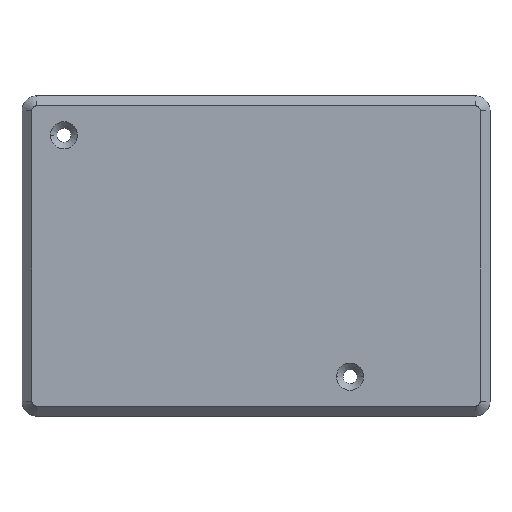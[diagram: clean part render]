
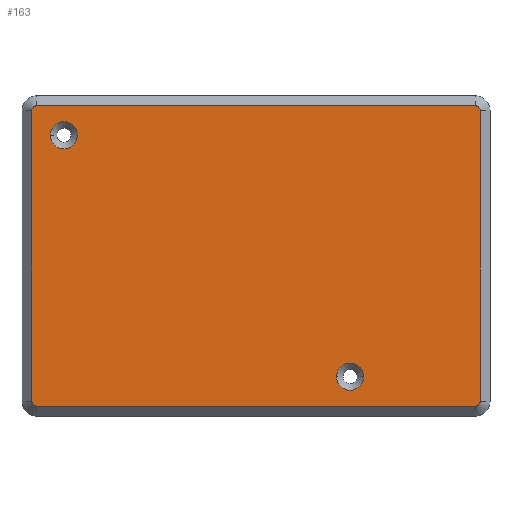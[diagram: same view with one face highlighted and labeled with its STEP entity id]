
A CAD part, top view. The second image highlights one B-rep face of the part: STEP entity #163.
In plain terms, the highlighted planar face has unit normal (0, 0, 1).
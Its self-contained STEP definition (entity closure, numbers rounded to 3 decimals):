
#12 = EDGE_CURVE ( 'NONE', #1303, #1106, #1164, .T. ) ;
#22 = DIRECTION ( 'NONE',  ( 1., 0., 0. ) ) ;
#27 = VERTEX_POINT ( 'NONE', #1701 ) ;
#34 = CARTESIAN_POINT ( 'NONE',  ( -42.988, -21.72, 5. ) ) ;
#36 = CIRCLE ( 'NONE', #1672, 2.75 ) ;
#75 = LINE ( 'NONE', #624, #842 ) ;
#88 = CIRCLE ( 'NONE', #655, 1. ) ;
#110 = EDGE_CURVE ( 'NONE', #289, #27, #740, .T. ) ;
#148 = CARTESIAN_POINT ( 'NONE',  ( -41.988, 37.28, 5. ) ) ;
#163 = ADVANCED_FACE ( 'NONE', ( #304, #394, #1107 ), #402, .T. ) ;
#166 = VERTEX_POINT ( 'NONE', #849 ) ;
#179 = ORIENTED_EDGE ( 'NONE', *, *, #1510, .F. ) ;
#187 = DIRECTION ( 'NONE',  ( 0., 1., 0. ) ) ;
#198 = ORIENTED_EDGE ( 'NONE', *, *, #1602, .T. ) ;
#221 = CIRCLE ( 'NONE', #685, 2.75 ) ;
#231 = CIRCLE ( 'NONE', #1398, 1. ) ;
#233 = VECTOR ( 'NONE', #825, 1000. ) ;
#234 = ORIENTED_EDGE ( 'NONE', *, *, #12, .T. ) ;
#247 = DIRECTION ( 'NONE',  ( 1., 0., 0. ) ) ;
#289 = VERTEX_POINT ( 'NONE', #1464 ) ;
#300 = DIRECTION ( 'NONE',  ( 1., 0., 0. ) ) ;
#304 = FACE_BOUND ( 'NONE', #620, .T. ) ;
#349 = ORIENTED_EDGE ( 'NONE', *, *, #799, .F. ) ;
#375 = AXIS2_PLACEMENT_3D ( 'NONE', #148, #698, #954 ) ;
#394 = FACE_BOUND ( 'NONE', #1725, .T. ) ;
#402 = PLANE ( 'NONE',  #893 ) ;
#405 = DIRECTION ( 'NONE',  ( 1., 0., 0. ) ) ;
#417 = DIRECTION ( 'NONE',  ( 0., 0., 1. ) ) ;
#436 = DIRECTION ( 'NONE',  ( 0., 0., 1. ) ) ;
#458 = VERTEX_POINT ( 'NONE', #1071 ) ;
#536 = LINE ( 'NONE', #1659, #233 ) ;
#538 = ORIENTED_EDGE ( 'NONE', *, *, #618, .T. ) ;
#558 = DIRECTION ( 'NONE',  ( 0., 0., 1. ) ) ;
#571 = CARTESIAN_POINT ( 'NONE',  ( -41.988, -21.72, 5. ) ) ;
#618 = EDGE_CURVE ( 'NONE', #1670, #289, #231, .T. ) ;
#620 = EDGE_LOOP ( 'NONE', ( #1619, #179 ) ) ;
#624 = CARTESIAN_POINT ( 'NONE',  ( 47.012, -22.72, 5. ) ) ;
#640 = ORIENTED_EDGE ( 'NONE', *, *, #1147, .F. ) ;
#649 = ORIENTED_EDGE ( 'NONE', *, *, #664, .T. ) ;
#650 = CARTESIAN_POINT ( 'NONE',  ( 47.012, 37.28, 5. ) ) ;
#655 = AXIS2_PLACEMENT_3D ( 'NONE', #650, #417, #405 ) ;
#664 = EDGE_CURVE ( 'NONE', #458, #1670, #75, .T. ) ;
#668 = CIRCLE ( 'NONE', #809, 2.75 ) ;
#685 = AXIS2_PLACEMENT_3D ( 'NONE', #900, #436, #300 ) ;
#688 = EDGE_LOOP ( 'NONE', ( #896, #649, #538, #1020, #198, #1599, #234, #1399 ) ) ;
#698 = DIRECTION ( 'NONE',  ( 0., 0., 1. ) ) ;
#733 = CARTESIAN_POINT ( 'NONE',  ( -39.238, 32.28, 5. ) ) ;
#740 = LINE ( 'NONE', #1009, #1214 ) ;
#778 = VERTEX_POINT ( 'NONE', #1393 ) ;
#799 = EDGE_CURVE ( 'NONE', #1610, #166, #36, .T. ) ;
#801 = DIRECTION ( 'NONE',  ( 0., 0., 1. ) ) ;
#802 = CIRCLE ( 'NONE', #1357, 2.75 ) ;
#809 = AXIS2_PLACEMENT_3D ( 'NONE', #1181, #1049, #1351 ) ;
#825 = DIRECTION ( 'NONE',  ( 0., -1., 0. ) ) ;
#842 = VECTOR ( 'NONE', #1763, 1000. ) ;
#849 = CARTESIAN_POINT ( 'NONE',  ( 18.852, -16.72, 5. ) ) ;
#857 = CARTESIAN_POINT ( 'NONE',  ( -41.988, 38.28, 5. ) ) ;
#880 = EDGE_CURVE ( 'NONE', #1106, #1103, #536, .T. ) ;
#893 = AXIS2_PLACEMENT_3D ( 'NONE', #1509, #1671, #1532 ) ;
#896 = ORIENTED_EDGE ( 'NONE', *, *, #937, .T. ) ;
#900 = CARTESIAN_POINT ( 'NONE',  ( -36.488, 32.28, 5. ) ) ;
#937 = EDGE_CURVE ( 'NONE', #1103, #458, #1489, .T. ) ;
#947 = EDGE_CURVE ( 'NONE', #778, #1303, #1267, .T. ) ;
#954 = DIRECTION ( 'NONE',  ( 1., 0., 0. ) ) ;
#958 = VERTEX_POINT ( 'NONE', #733 ) ;
#961 = CARTESIAN_POINT ( 'NONE',  ( 24.352, -16.72, 5. ) ) ;
#978 = DIRECTION ( 'NONE',  ( 0., 0., 1. ) ) ;
#991 = DIRECTION ( 'NONE',  ( -1., 0., 0. ) ) ;
#1009 = CARTESIAN_POINT ( 'NONE',  ( 48.012, 37.28, 5. ) ) ;
#1020 = ORIENTED_EDGE ( 'NONE', *, *, #110, .T. ) ;
#1023 = VERTEX_POINT ( 'NONE', #1129 ) ;
#1041 = EDGE_CURVE ( 'NONE', #1023, #958, #221, .T. ) ;
#1049 = DIRECTION ( 'NONE',  ( 0., 0., 1. ) ) ;
#1071 = CARTESIAN_POINT ( 'NONE',  ( -41.988, -22.72, 5. ) ) ;
#1095 = DIRECTION ( 'NONE',  ( 0., 0., 1. ) ) ;
#1103 = VERTEX_POINT ( 'NONE', #34 ) ;
#1106 = VERTEX_POINT ( 'NONE', #1741 ) ;
#1107 = FACE_OUTER_BOUND ( 'NONE', #688, .T. ) ;
#1129 = CARTESIAN_POINT ( 'NONE',  ( -33.738, 32.28, 5. ) ) ;
#1147 = EDGE_CURVE ( 'NONE', #166, #1610, #802, .T. ) ;
#1164 = CIRCLE ( 'NONE', #375, 1. ) ;
#1181 = CARTESIAN_POINT ( 'NONE',  ( -36.488, 32.28, 5. ) ) ;
#1214 = VECTOR ( 'NONE', #187, 1000. ) ;
#1244 = CARTESIAN_POINT ( 'NONE',  ( -41.988, 38.28, 5. ) ) ;
#1267 = LINE ( 'NONE', #857, #1579 ) ;
#1303 = VERTEX_POINT ( 'NONE', #1244 ) ;
#1347 = AXIS2_PLACEMENT_3D ( 'NONE', #571, #978, #22 ) ;
#1351 = DIRECTION ( 'NONE',  ( 1., 0., 0. ) ) ;
#1356 = CARTESIAN_POINT ( 'NONE',  ( 21.602, -16.72, 5. ) ) ;
#1357 = AXIS2_PLACEMENT_3D ( 'NONE', #1363, #1095, #247 ) ;
#1358 = DIRECTION ( 'NONE',  ( 1., 0., 0. ) ) ;
#1363 = CARTESIAN_POINT ( 'NONE',  ( 21.602, -16.72, 5. ) ) ;
#1393 = CARTESIAN_POINT ( 'NONE',  ( 47.012, 38.28, 5. ) ) ;
#1398 = AXIS2_PLACEMENT_3D ( 'NONE', #1640, #801, #1358 ) ;
#1399 = ORIENTED_EDGE ( 'NONE', *, *, #880, .T. ) ;
#1421 = CARTESIAN_POINT ( 'NONE',  ( 47.012, -22.72, 5. ) ) ;
#1464 = CARTESIAN_POINT ( 'NONE',  ( 48.012, -21.72, 5. ) ) ;
#1489 = CIRCLE ( 'NONE', #1347, 1. ) ;
#1509 = CARTESIAN_POINT ( 'NONE',  ( 47.012, -21.72, 5. ) ) ;
#1510 = EDGE_CURVE ( 'NONE', #958, #1023, #668, .T. ) ;
#1532 = DIRECTION ( 'NONE',  ( 1., 0., 0. ) ) ;
#1579 = VECTOR ( 'NONE', #991, 1000. ) ;
#1599 = ORIENTED_EDGE ( 'NONE', *, *, #947, .T. ) ;
#1602 = EDGE_CURVE ( 'NONE', #27, #778, #88, .T. ) ;
#1610 = VERTEX_POINT ( 'NONE', #961 ) ;
#1619 = ORIENTED_EDGE ( 'NONE', *, *, #1041, .F. ) ;
#1640 = CARTESIAN_POINT ( 'NONE',  ( 47.012, -21.72, 5. ) ) ;
#1648 = DIRECTION ( 'NONE',  ( 1., 0., 0. ) ) ;
#1659 = CARTESIAN_POINT ( 'NONE',  ( -42.988, -21.72, 5. ) ) ;
#1670 = VERTEX_POINT ( 'NONE', #1421 ) ;
#1671 = DIRECTION ( 'NONE',  ( 0., 0., 1. ) ) ;
#1672 = AXIS2_PLACEMENT_3D ( 'NONE', #1356, #558, #1648 ) ;
#1701 = CARTESIAN_POINT ( 'NONE',  ( 48.012, 37.28, 5. ) ) ;
#1725 = EDGE_LOOP ( 'NONE', ( #349, #640 ) ) ;
#1741 = CARTESIAN_POINT ( 'NONE',  ( -42.988, 37.28, 5. ) ) ;
#1763 = DIRECTION ( 'NONE',  ( 1., 0., 0. ) ) ;
